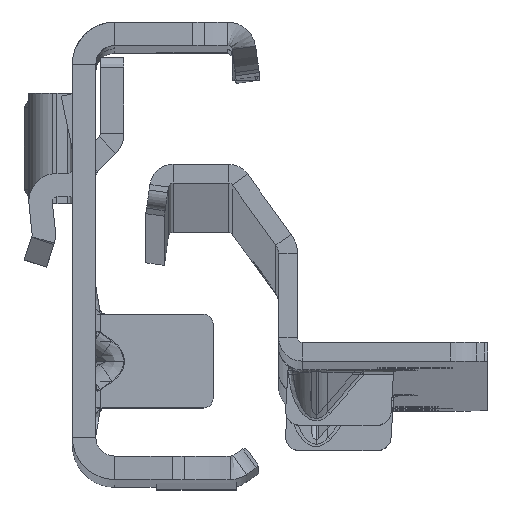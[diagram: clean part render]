
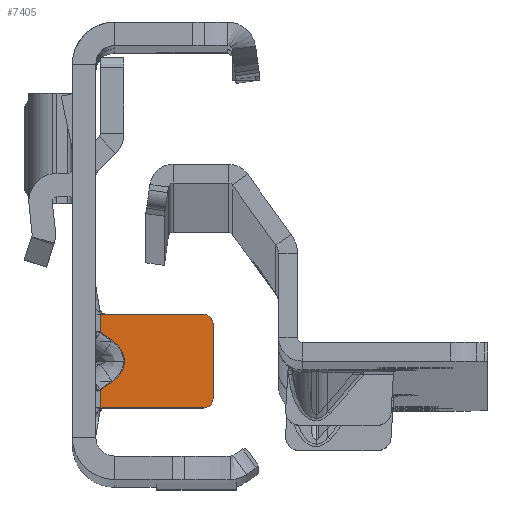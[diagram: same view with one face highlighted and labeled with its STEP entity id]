
A CAD part, top view. The second image highlights one B-rep face of the part: STEP entity #7405.
In plain terms, the highlighted planar face has unit normal (0, 0, 1).
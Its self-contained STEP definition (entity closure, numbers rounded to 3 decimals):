
#12 = EDGE_CURVE ( 'NONE', #4632, #3705, #15949, .T. ) ;
#61 = ORIENTED_EDGE ( 'NONE', *, *, #16345, .F. ) ;
#339 = DIRECTION ( 'NONE',  ( 0., 1., 0. ) ) ;
#1186 = VERTEX_POINT ( 'NONE', #6155 ) ;
#1528 = VECTOR ( 'NONE', #17281, 1000. ) ;
#1527 = LINE ( 'NONE', #7417, #16303 ) ;
#1873 = DIRECTION ( 'NONE',  ( 0., 0., 1. ) ) ;
#2426 = ORIENTED_EDGE ( 'NONE', *, *, #12496, .T. ) ;
#2647 = CARTESIAN_POINT ( 'NONE',  ( -1.826, -5.6, -441.5 ) ) ;
#2917 = CARTESIAN_POINT ( 'NONE',  ( 3.573, -11.508, -441.5 ) ) ;
#3463 = LINE ( 'NONE', #9349, #7569 ) ;
#3705 = VERTEX_POINT ( 'NONE', #17558 ) ;
#3991 = EDGE_LOOP ( 'NONE', ( #61, #9133, #7733, #17131, #8003, #12834, #8718, #5197, #6972, #2426, #8501, #10895 ) ) ;
#4339 = EDGE_CURVE ( 'NONE', #18059, #5106, #11420, .T. ) ;
#4632 = VERTEX_POINT ( 'NONE', #14914 ) ;
#4748 = CARTESIAN_POINT ( 'NONE',  ( 11.5, -6.6, -441.5 ) ) ;
#5106 = VERTEX_POINT ( 'NONE', #6229 ) ;
#5120 = DIRECTION ( 'NONE',  ( 0., 1., 0. ) ) ;
#5197 = ORIENTED_EDGE ( 'NONE', *, *, #8634, .T. ) ;
#5727 = LINE ( 'NONE', #2647, #16228 ) ;
#5938 = EDGE_CURVE ( 'NONE', #16112, #6312, #15316, .T. ) ;
#5961 = CARTESIAN_POINT ( 'NONE',  ( 0.5, -15.6, -441.5 ) ) ;
#5962 = EDGE_CURVE ( 'NONE', #1186, #3705, #12448, .T. ) ;
#6155 = CARTESIAN_POINT ( 'NONE',  ( 0.5, -7.519, -441.5 ) ) ;
#6229 = CARTESIAN_POINT ( 'NONE',  ( 11.5, -5.6, -441.5 ) ) ;
#6238 = DIRECTION ( 'NONE',  ( 0., 0., -1. ) ) ;
#6312 = VERTEX_POINT ( 'NONE', #9249 ) ;
#6949 = VECTOR ( 'NONE', #9497, 1000. ) ;
#6972 = ORIENTED_EDGE ( 'NONE', *, *, #4339, .T. ) ;
#7022 = CARTESIAN_POINT ( 'NONE',  ( -1.826, -5.6, -441.5 ) ) ;
#7174 = CARTESIAN_POINT ( 'NONE',  ( 3.573, -9.692, -441.5 ) ) ;
#7301 = VECTOR ( 'NONE', #9468, 1000. ) ;
#7368 = CARTESIAN_POINT ( 'NONE',  ( 1.757, -12.792, -441.5 ) ) ;
#7405 = ADVANCED_FACE ( 'NONE', ( #13261 ), #14977, .F. ) ;
#7417 = CARTESIAN_POINT ( 'NONE',  ( -1.826, -15.6, -441.5 ) ) ;
#7472 = VERTEX_POINT ( 'NONE', #10665 ) ;
#7569 = VECTOR ( 'NONE', #7706, 1000. ) ;
#7706 = DIRECTION ( 'NONE',  ( 0.816, 0.577, 0. ) ) ;
#7733 = ORIENTED_EDGE ( 'NONE', *, *, #10443, .F. ) ;
#7843 = CARTESIAN_POINT ( 'NONE',  ( 1.757, -12.792, -441.5 ) ) ;
#8003 = ORIENTED_EDGE ( 'NONE', *, *, #14544, .T. ) ;
#8202 = CARTESIAN_POINT ( 'NONE',  ( 0.5, 22.3, -441.5 ) ) ;
#8501 = ORIENTED_EDGE ( 'NONE', *, *, #12, .T. ) ;
#8634 = EDGE_CURVE ( 'NONE', #7472, #18059, #10933, .T. ) ;
#8718 = ORIENTED_EDGE ( 'NONE', *, *, #16839, .T. ) ;
#8905 = CARTESIAN_POINT ( 'NONE',  ( 12.5, -6.6, -441.5 ) ) ;
#8957 = DIRECTION ( 'NONE',  ( 1., 0., 0. ) ) ;
#9133 = ORIENTED_EDGE ( 'NONE', *, *, #10897, .F. ) ;
#9249 = CARTESIAN_POINT ( 'NONE',  ( 0.5, -13.681, -441.5 ) ) ;
#9349 = CARTESIAN_POINT ( 'NONE',  ( 2.624, -12.179, -441.5 ) ) ;
#9356 = CARTESIAN_POINT ( 'NONE',  ( 1.757, -8.408, -441.5 ) ) ;
#9468 = DIRECTION ( 'NONE',  ( 0., 1., 0. ) ) ;
#9497 = DIRECTION ( 'NONE',  ( 0., 1., 0. ) ) ;
#9669 = LINE ( 'NONE', #15137, #15317 ) ;
#9728 = VERTEX_POINT ( 'NONE', #15377 ) ;
#10443 = EDGE_CURVE ( 'NONE', #6312, #12748, #3463, .T. ) ;
#10492 = AXIS2_PLACEMENT_3D ( 'NONE', #10837, #1873, #339 ) ;
#10543 = DIRECTION ( 'NONE',  ( 0., 0., 1. ) ) ;
#10665 = CARTESIAN_POINT ( 'NONE',  ( 12.5, -14.6, -441.5 ) ) ;
#10837 = CARTESIAN_POINT ( 'NONE',  ( 11.5, -14.6, -441.5 ) ) ;
#10895 = ORIENTED_EDGE ( 'NONE', *, *, #5962, .F. ) ;
#10897 = EDGE_CURVE ( 'NONE', #12748, #14380, #17150, .T. ) ;
#10933 = LINE ( 'NONE', #13610, #6949 ) ;
#11420 = CIRCLE ( 'NONE', #17846, 1. ) ;
#11532 = DIRECTION ( 'NONE',  ( -1., 0., 0. ) ) ;
#11828 = CARTESIAN_POINT ( 'NONE',  ( -37.326, 22.3, -441.5 ) ) ;
#12268 = DIRECTION ( 'NONE',  ( 1., 0., 0. ) ) ;
#12448 = LINE ( 'NONE', #18273, #16448 ) ;
#12496 = EDGE_CURVE ( 'NONE', #5106, #4632, #5727, .T. ) ;
#12748 = VERTEX_POINT ( 'NONE', #7843 ) ;
#12834 = ORIENTED_EDGE ( 'NONE', *, *, #17070, .T. ) ;
#13032 = CARTESIAN_POINT ( 'NONE',  ( 1.757, -8.408, -441.5 ) ) ;
#13261 = FACE_OUTER_BOUND ( 'NONE', #3991, .T. ) ;
#13610 = CARTESIAN_POINT ( 'NONE',  ( 12.5, -6.6, -441.5 ) ) ;
#14373 = DIRECTION ( 'NONE',  ( -1., 0., 0. ) ) ;
#14380 = VERTEX_POINT ( 'NONE', #9356 ) ;
#14544 = EDGE_CURVE ( 'NONE', #16112, #18034, #9669, .T. ) ;
#14606 = AXIS2_PLACEMENT_3D ( 'NONE', #11828, #6238, #17859 ) ;
#14914 = CARTESIAN_POINT ( 'NONE',  ( 0.708, -5.6, -441.5 ) ) ;
#14977 = PLANE ( 'NONE',  #14606 ) ;
#15052 = VECTOR ( 'NONE', #11532, 1000. ) ;
#15137 = CARTESIAN_POINT ( 'NONE',  ( -1.826, -15.6, -441.5 ) ) ;
#15316 = LINE ( 'NONE', #8202, #7301 ) ;
#15317 = VECTOR ( 'NONE', #12268, 1000. ) ;
#15377 = CARTESIAN_POINT ( 'NONE',  ( 11.5, -15.6, -441.5 ) ) ;
#15404 = CIRCLE ( 'NONE', #10492, 1. ) ;
#15568 = CARTESIAN_POINT ( 'NONE',  ( 1.367, -8.131, -441.5 ) ) ;
#15949 = LINE ( 'NONE', #7022, #15052 ) ;
#16112 = VERTEX_POINT ( 'NONE', #5961 ) ;
#16228 = VECTOR ( 'NONE', #14373, 1000. ) ;
#16303 = VECTOR ( 'NONE', #8957, 1000. ) ;
#16345 = EDGE_CURVE ( 'NONE', #14380, #1186, #18709, .T. ) ;
#16380 = CARTESIAN_POINT ( 'NONE',  ( 0.708, -15.6, -441.5 ) ) ;
#16382 = DIRECTION ( 'NONE',  ( 0., -1., 0. ) ) ;
#16448 = VECTOR ( 'NONE', #5120, 1000. ) ;
#16839 = EDGE_CURVE ( 'NONE', #9728, #7472, #15404, .T. ) ;
#17070 = EDGE_CURVE ( 'NONE', #18034, #9728, #1527, .T. ) ;
#17131 = ORIENTED_EDGE ( 'NONE', *, *, #5938, .F. ) ;
#17150 =( BOUNDED_CURVE ( )  B_SPLINE_CURVE ( 3, ( #7368, #2917, #7174, #13032 ),
 .UNSPECIFIED., .F., .F. ) 
 B_SPLINE_CURVE_WITH_KNOTS ( ( 4, 4 ),
 ( 2.356, 3.927 ),
 .UNSPECIFIED. ) 
 CURVE ( )  GEOMETRIC_REPRESENTATION_ITEM ( )  RATIONAL_B_SPLINE_CURVE ( ( 1., 0.805, 0.805, 1. ) ) 
 REPRESENTATION_ITEM ( '' )  );
#17281 = DIRECTION ( 'NONE',  ( -0.816, 0.577, 0. ) ) ;
#17558 = CARTESIAN_POINT ( 'NONE',  ( 0.5, -5.6, -441.5 ) ) ;
#17846 = AXIS2_PLACEMENT_3D ( 'NONE', #4748, #10543, #16382 ) ;
#17859 = DIRECTION ( 'NONE',  ( 0., 1., 0. ) ) ;
#18034 = VERTEX_POINT ( 'NONE', #16380 ) ;
#18059 = VERTEX_POINT ( 'NONE', #8905 ) ;
#18273 = CARTESIAN_POINT ( 'NONE',  ( 0.5, 22.3, -441.5 ) ) ;
#18709 = LINE ( 'NONE', #15568, #1528 ) ;
